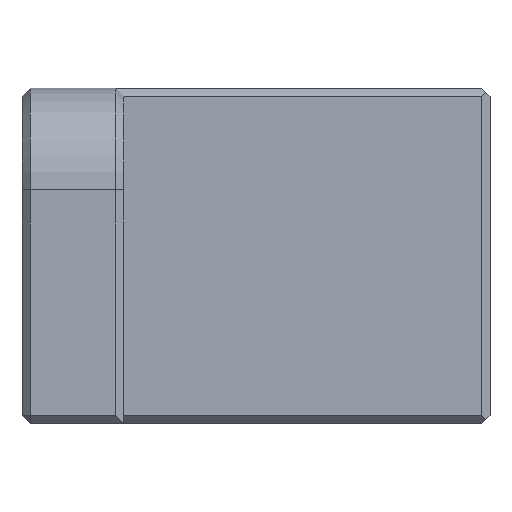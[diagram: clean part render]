
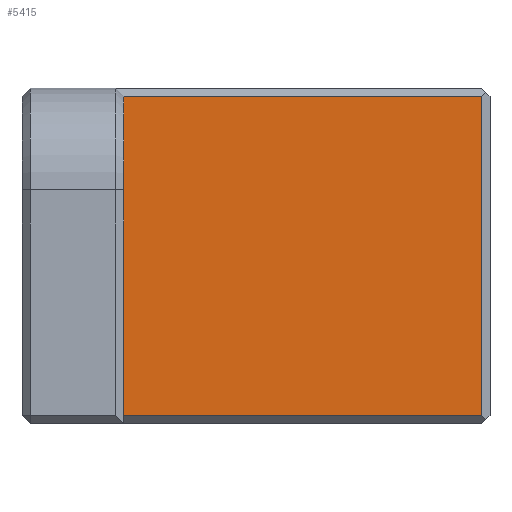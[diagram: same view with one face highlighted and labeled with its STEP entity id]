
A CAD part, front view. The second image highlights one B-rep face of the part: STEP entity #5415.
In plain terms, the highlighted planar face has unit normal (0, -1, 0).
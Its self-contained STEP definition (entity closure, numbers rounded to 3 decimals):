
#335=PLANE('',#5789);
#633=FACE_OUTER_BOUND('',#952,.T.);
#952=EDGE_LOOP('',(#4704,#4705,#4706,#4707));
#1452=LINE('',#10091,#2056);
#1474=LINE('',#10136,#2078);
#1475=LINE('',#10139,#2079);
#1476=LINE('',#10140,#2080);
#2056=VECTOR('',#6827,10.);
#2078=VECTOR('',#6863,10.);
#2079=VECTOR('',#6866,10.);
#2080=VECTOR('',#6867,10.);
#2671=VERTEX_POINT('',#10069);
#2678=VERTEX_POINT('',#10089);
#2694=VERTEX_POINT('',#10134);
#2695=VERTEX_POINT('',#10138);
#3364=EDGE_CURVE('',#2671,#2678,#1452,.T.);
#3387=EDGE_CURVE('',#2694,#2678,#1474,.T.);
#3388=EDGE_CURVE('',#2695,#2694,#1475,.T.);
#3389=EDGE_CURVE('',#2671,#2695,#1476,.T.);
#4704=ORIENTED_EDGE('',*,*,#3387,.F.);
#4705=ORIENTED_EDGE('',*,*,#3388,.F.);
#4706=ORIENTED_EDGE('',*,*,#3389,.F.);
#4707=ORIENTED_EDGE('',*,*,#3364,.T.);
#5415=ADVANCED_FACE('',(#633),#335,.T.);
#5789=AXIS2_PLACEMENT_3D('',#10137,#6864,#6865);
#6827=DIRECTION('',(0.,0.,-1.));
#6863=DIRECTION('',(-1.,0.,0.));
#6864=DIRECTION('center_axis',(0.,-1.,0.));
#6865=DIRECTION('ref_axis',(0.,0.,-1.));
#6866=DIRECTION('',(0.,0.,-1.));
#6867=DIRECTION('',(1.,0.,0.));
#10069=CARTESIAN_POINT('',(2.,38.208,23.222));
#10089=CARTESIAN_POINT('',(2.,38.208,7.522));
#10091=CARTESIAN_POINT('',(2.,38.208,15.372));
#10134=CARTESIAN_POINT('',(19.6,38.208,7.522));
#10136=CARTESIAN_POINT('',(2.55,38.208,7.522));
#10137=CARTESIAN_POINT('Origin',(8.1,38.208,15.372));
#10138=CARTESIAN_POINT('',(19.6,38.208,23.222));
#10139=CARTESIAN_POINT('',(19.6,38.208,11.247));
#10140=CARTESIAN_POINT('',(2.55,38.208,23.222));
